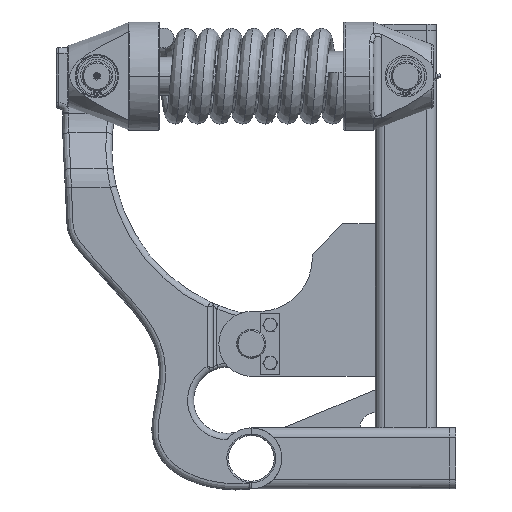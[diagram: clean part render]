
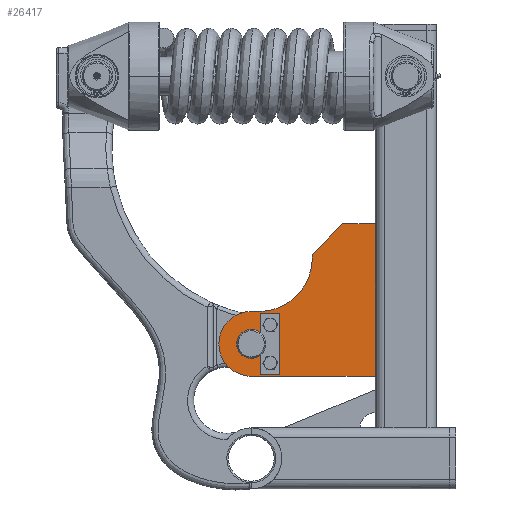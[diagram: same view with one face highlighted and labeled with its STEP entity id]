
A CAD part, front view. The second image highlights one B-rep face of the part: STEP entity #26417.
In plain terms, the highlighted face is planar.
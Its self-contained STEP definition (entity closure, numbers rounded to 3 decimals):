
#364 = VERTEX_POINT ( 'NONE', #21707 ) ;
#1197 = CARTESIAN_POINT ( 'NONE',  ( 20.75, -25., 4. ) ) ;
#1491 = DIRECTION ( 'NONE',  ( -1., 0., 0. ) ) ;
#1557 = DIRECTION ( 'NONE',  ( -1., 0., 0. ) ) ;
#1576 = CIRCLE ( 'NONE', #12085, 19. ) ;
#1721 = EDGE_CURVE ( 'NONE', #8069, #8560, #5486, .T. ) ;
#2485 = EDGE_CURVE ( 'NONE', #3099, #10840, #3733, .T. ) ;
#2496 = CARTESIAN_POINT ( 'NONE',  ( 162.5, -42.5, 4. ) ) ;
#2526 = CARTESIAN_POINT ( 'NONE',  ( 120., 157.5, 4. ) ) ;
#2663 = VERTEX_POINT ( 'NONE', #14176 ) ;
#2691 = CARTESIAN_POINT ( 'NONE',  ( 0., 0., 4. ) ) ;
#2715 = LINE ( 'NONE', #8623, #9430 ) ;
#2840 = DIRECTION ( 'NONE',  ( 1., 0., 0. ) ) ;
#2860 = AXIS2_PLACEMENT_3D ( 'NONE', #14240, #9718, #3528 ) ;
#3099 = VERTEX_POINT ( 'NONE', #26478 ) ;
#3265 = AXIS2_PLACEMENT_3D ( 'NONE', #22771, #20578, #4002 ) ;
#3515 = DIRECTION ( 'NONE',  ( 0., -1., 0. ) ) ;
#3528 = DIRECTION ( 'NONE',  ( 1., 0., 0. ) ) ;
#3733 = CIRCLE ( 'NONE', #24322, 19. ) ;
#3737 = LINE ( 'NONE', #20453, #18620 ) ;
#3781 = DIRECTION ( 'NONE',  ( 1., 0., 0. ) ) ;
#4002 = DIRECTION ( 'NONE',  ( 1., 0., 0. ) ) ;
#4624 = AXIS2_PLACEMENT_3D ( 'NONE', #16106, #24874, #16505 ) ;
#5009 = ORIENTED_EDGE ( 'NONE', *, *, #25731, .F. ) ;
#5179 = FACE_BOUND ( 'NONE', #23221, .T. ) ;
#5288 = CARTESIAN_POINT ( 'NONE',  ( 10., 42.5, 4. ) ) ;
#5486 = CIRCLE ( 'NONE', #9882, 42.5 ) ;
#5566 = EDGE_CURVE ( 'NONE', #6702, #10372, #24180, .T. ) ;
#6702 = VERTEX_POINT ( 'NONE', #24049 ) ;
#8069 = VERTEX_POINT ( 'NONE', #10139 ) ;
#8319 = ORIENTED_EDGE ( 'NONE', *, *, #2485, .F. ) ;
#8560 = VERTEX_POINT ( 'NONE', #24469 ) ;
#8623 = CARTESIAN_POINT ( 'NONE',  ( 162.5, -42.5, 4. ) ) ;
#8656 = DIRECTION ( 'NONE',  ( 0., 1., 0. ) ) ;
#8792 = CIRCLE ( 'NONE', #25001, 70. ) ;
#9430 = VECTOR ( 'NONE', #23276, 1000. ) ;
#9718 = DIRECTION ( 'NONE',  ( 0., 0., 1. ) ) ;
#9882 = AXIS2_PLACEMENT_3D ( 'NONE', #21771, #26035, #15610 ) ;
#9954 = DIRECTION ( 'NONE',  ( -1., 0., 0. ) ) ;
#10064 = FACE_BOUND ( 'NONE', #16720, .T. ) ;
#10139 = CARTESIAN_POINT ( 'NONE',  ( 0., 42.5, 4. ) ) ;
#10372 = VERTEX_POINT ( 'NONE', #2526 ) ;
#10389 = VECTOR ( 'NONE', #3515, 1000. ) ;
#10537 = VERTEX_POINT ( 'NONE', #11719 ) ;
#10801 = EDGE_CURVE ( 'NONE', #10899, #6702, #3737, .T. ) ;
#10840 = VERTEX_POINT ( 'NONE', #21109 ) ;
#10899 = VERTEX_POINT ( 'NONE', #2496 ) ;
#11059 = DIRECTION ( 'NONE',  ( 0., 0., 1. ) ) ;
#11183 = CIRCLE ( 'NONE', #2860, 4.25 ) ;
#11207 = ORIENTED_EDGE ( 'NONE', *, *, #19981, .T. ) ;
#11218 = EDGE_LOOP ( 'NONE', ( #25775, #5009 ) ) ;
#11314 = EDGE_CURVE ( 'NONE', #8560, #10899, #2715, .T. ) ;
#11362 = CARTESIAN_POINT ( 'NONE',  ( 25., -25., 4. ) ) ;
#11509 = EDGE_CURVE ( 'NONE', #20293, #18960, #15531, .T. ) ;
#11627 = CARTESIAN_POINT ( 'NONE',  ( 80., 112.5, 4. ) ) ;
#11719 = CARTESIAN_POINT ( 'NONE',  ( 80., 117.5, 4. ) ) ;
#12085 = AXIS2_PLACEMENT_3D ( 'NONE', #2691, #11059, #2840 ) ;
#12376 = PLANE ( 'NONE',  #23434 ) ;
#12377 = DIRECTION ( 'NONE',  ( 1., 0., 0. ) ) ;
#12483 = AXIS2_PLACEMENT_3D ( 'NONE', #11362, #15324, #3781 ) ;
#12494 = ORIENTED_EDGE ( 'NONE', *, *, #16831, .T. ) ;
#13513 = EDGE_CURVE ( 'NONE', #2663, #364, #22975, .T. ) ;
#13789 = VECTOR ( 'NONE', #9954, 1000. ) ;
#14055 = CARTESIAN_POINT ( 'NONE',  ( 120., 157.5, 4. ) ) ;
#14175 = FACE_OUTER_BOUND ( 'NONE', #15271, .T. ) ;
#14176 = CARTESIAN_POINT ( 'NONE',  ( 20.75, 25., 4. ) ) ;
#14240 = CARTESIAN_POINT ( 'NONE',  ( 25., -25., 4. ) ) ;
#15210 = EDGE_CURVE ( 'NONE', #25732, #18087, #8792, .T. ) ;
#15271 = EDGE_LOOP ( 'NONE', ( #11207, #12494, #17675, #20678, #19804, #17107, #16158, #17208 ) ) ;
#15324 = DIRECTION ( 'NONE',  ( 0., 0., 1. ) ) ;
#15531 = CIRCLE ( 'NONE', #12483, 4.25 ) ;
#15610 = DIRECTION ( 'NONE',  ( 1., 0., 0. ) ) ;
#15865 = CARTESIAN_POINT ( 'NONE',  ( 80., 112.5, 4. ) ) ;
#16106 = CARTESIAN_POINT ( 'NONE',  ( 25., 25., 4. ) ) ;
#16158 = ORIENTED_EDGE ( 'NONE', *, *, #10801, .T. ) ;
#16481 = DIRECTION ( 'NONE',  ( 1., 0., 0. ) ) ;
#16505 = DIRECTION ( 'NONE',  ( 1., 0., 0. ) ) ;
#16720 = EDGE_LOOP ( 'NONE', ( #18800, #8319 ) ) ;
#16831 = EDGE_CURVE ( 'NONE', #10537, #25732, #20104, .T. ) ;
#17107 = ORIENTED_EDGE ( 'NONE', *, *, #11314, .T. ) ;
#17208 = ORIENTED_EDGE ( 'NONE', *, *, #5566, .T. ) ;
#17675 = ORIENTED_EDGE ( 'NONE', *, *, #15210, .T. ) ;
#17898 = CARTESIAN_POINT ( 'NONE',  ( 0., 0., 4. ) ) ;
#18031 = VECTOR ( 'NONE', #1491, 1000. ) ;
#18053 = LINE ( 'NONE', #20116, #18031 ) ;
#18087 = VERTEX_POINT ( 'NONE', #5288 ) ;
#18387 = DIRECTION ( 'NONE',  ( 0., 0., 1. ) ) ;
#18620 = VECTOR ( 'NONE', #8656, 1000. ) ;
#18657 = CARTESIAN_POINT ( 'NONE',  ( 10., 112.5, 4. ) ) ;
#18800 = ORIENTED_EDGE ( 'NONE', *, *, #26286, .F. ) ;
#18960 = VERTEX_POINT ( 'NONE', #1197 ) ;
#19778 = ORIENTED_EDGE ( 'NONE', *, *, #13513, .F. ) ;
#19804 = ORIENTED_EDGE ( 'NONE', *, *, #1721, .T. ) ;
#19981 = EDGE_CURVE ( 'NONE', #10372, #10537, #24938, .T. ) ;
#20104 = LINE ( 'NONE', #11627, #10389 ) ;
#20116 = CARTESIAN_POINT ( 'NONE',  ( 0., 42.5, 4. ) ) ;
#20197 = ORIENTED_EDGE ( 'NONE', *, *, #24920, .F. ) ;
#20293 = VERTEX_POINT ( 'NONE', #25416 ) ;
#20453 = CARTESIAN_POINT ( 'NONE',  ( 162.5, 157.5, 4. ) ) ;
#20578 = DIRECTION ( 'NONE',  ( 0., 0., 1. ) ) ;
#20678 = ORIENTED_EDGE ( 'NONE', *, *, #21495, .T. ) ;
#20867 = DIRECTION ( 'NONE',  ( 0., 0., 1. ) ) ;
#20943 = DIRECTION ( 'NONE',  ( -0.707, -0.707, 0. ) ) ;
#21109 = CARTESIAN_POINT ( 'NONE',  ( 19., 0., 4. ) ) ;
#21495 = EDGE_CURVE ( 'NONE', #18087, #8069, #18053, .T. ) ;
#21707 = CARTESIAN_POINT ( 'NONE',  ( 29.25, 25., 4. ) ) ;
#21771 = CARTESIAN_POINT ( 'NONE',  ( 0., 0., 4. ) ) ;
#22652 = CARTESIAN_POINT ( 'NONE',  ( 0., 0., 4. ) ) ;
#22771 = CARTESIAN_POINT ( 'NONE',  ( 25., 25., 4. ) ) ;
#22777 = FACE_BOUND ( 'NONE', #11218, .T. ) ;
#22975 = CIRCLE ( 'NONE', #4624, 4.25 ) ;
#23221 = EDGE_LOOP ( 'NONE', ( #20197, #19778 ) ) ;
#23276 = DIRECTION ( 'NONE',  ( 1., 0., 0. ) ) ;
#23434 = AXIS2_PLACEMENT_3D ( 'NONE', #17898, #18387, #16481 ) ;
#24049 = CARTESIAN_POINT ( 'NONE',  ( 162.5, 157.5, 4. ) ) ;
#24180 = LINE ( 'NONE', #14055, #13789 ) ;
#24322 = AXIS2_PLACEMENT_3D ( 'NONE', #22652, #20867, #12377 ) ;
#24445 = DIRECTION ( 'NONE',  ( 0., 0., -1. ) ) ;
#24469 = CARTESIAN_POINT ( 'NONE',  ( 0., -42.5, 4. ) ) ;
#24719 = CIRCLE ( 'NONE', #3265, 4.25 ) ;
#24874 = DIRECTION ( 'NONE',  ( 0., 0., 1. ) ) ;
#24920 = EDGE_CURVE ( 'NONE', #364, #2663, #24719, .T. ) ;
#24938 = LINE ( 'NONE', #26872, #26126 ) ;
#25001 = AXIS2_PLACEMENT_3D ( 'NONE', #18657, #24445, #1557 ) ;
#25416 = CARTESIAN_POINT ( 'NONE',  ( 29.25, -25., 4. ) ) ;
#25731 = EDGE_CURVE ( 'NONE', #18960, #20293, #11183, .T. ) ;
#25732 = VERTEX_POINT ( 'NONE', #15865 ) ;
#25775 = ORIENTED_EDGE ( 'NONE', *, *, #11509, .F. ) ;
#26035 = DIRECTION ( 'NONE',  ( 0., 0., 1. ) ) ;
#26126 = VECTOR ( 'NONE', #20943, 1000. ) ;
#26286 = EDGE_CURVE ( 'NONE', #10840, #3099, #1576, .T. ) ;
#26417 = ADVANCED_FACE ( 'NONE', ( #22777, #5179, #14175, #10064 ), #12376, .T. ) ;
#26478 = CARTESIAN_POINT ( 'NONE',  ( -19., 0., 4. ) ) ;
#26872 = CARTESIAN_POINT ( 'NONE',  ( 80., 117.5, 4. ) ) ;
